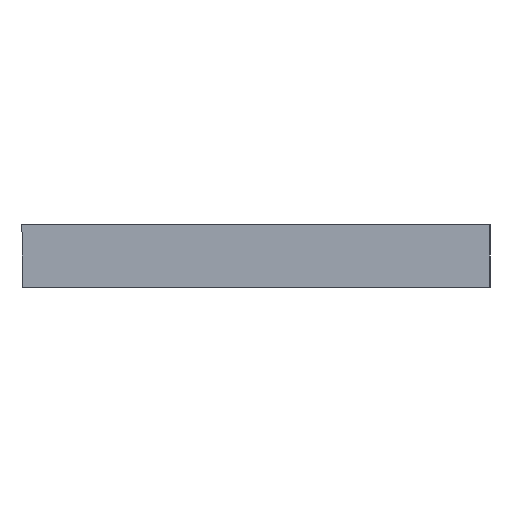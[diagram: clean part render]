
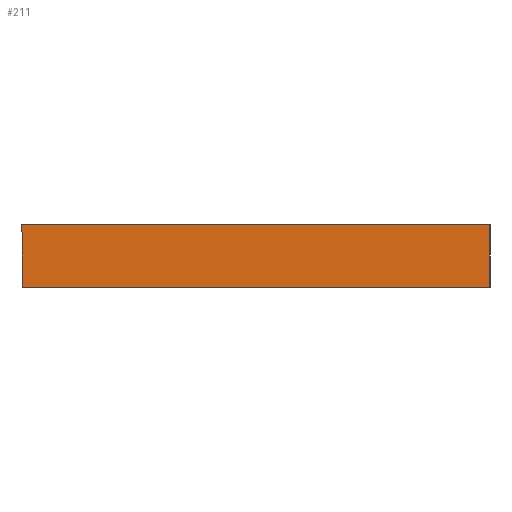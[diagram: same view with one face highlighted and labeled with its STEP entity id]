
A CAD part, left-side view. The second image highlights one B-rep face of the part: STEP entity #211.
In plain terms, the highlighted planar face has unit normal (-1, 0, 0).
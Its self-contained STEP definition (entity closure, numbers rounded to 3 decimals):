
#6 = EDGE_CURVE ( 'NONE', #320, #263, #45, .T. ) ;
#11 = LINE ( 'NONE', #420, #247 ) ;
#17 = CARTESIAN_POINT ( 'NONE',  ( 0., 0., -4. ) ) ;
#34 = VERTEX_POINT ( 'NONE', #380 ) ;
#45 = LINE ( 'NONE', #17, #552 ) ;
#56 = ORIENTED_EDGE ( 'NONE', *, *, #443, .F. ) ;
#70 = VERTEX_POINT ( 'NONE', #519 ) ;
#113 = VECTOR ( 'NONE', #135, 1000. ) ;
#124 = LINE ( 'NONE', #549, #142 ) ;
#135 = DIRECTION ( 'NONE',  ( 0., 0., -1. ) ) ;
#140 = DIRECTION ( 'NONE',  ( 1., 0., 0. ) ) ;
#142 = VECTOR ( 'NONE', #222, 1000. ) ;
#169 = EDGE_CURVE ( 'NONE', #34, #70, #124, .T. ) ;
#178 = PLANE ( 'NONE',  #586 ) ;
#206 = EDGE_CURVE ( 'NONE', #263, #34, #11, .T. ) ;
#211 = ADVANCED_FACE ( 'NONE', ( #513 ), #178, .F. ) ;
#222 = DIRECTION ( 'NONE',  ( 0., -1., 0. ) ) ;
#247 = VECTOR ( 'NONE', #605, 1000. ) ;
#263 = VERTEX_POINT ( 'NONE', #489 ) ;
#302 = ORIENTED_EDGE ( 'NONE', *, *, #6, .F. ) ;
#305 = ORIENTED_EDGE ( 'NONE', *, *, #206, .F. ) ;
#320 = VERTEX_POINT ( 'NONE', #363 ) ;
#326 = DIRECTION ( 'NONE',  ( 0., 0., -1. ) ) ;
#336 = DIRECTION ( 'NONE',  ( 0., 1., 0. ) ) ;
#337 = EDGE_LOOP ( 'NONE', ( #613, #305, #302, #56 ) ) ;
#348 = CARTESIAN_POINT ( 'NONE',  ( 0., 0., 0. ) ) ;
#363 = CARTESIAN_POINT ( 'NONE',  ( 0., 0., -4. ) ) ;
#380 = CARTESIAN_POINT ( 'NONE',  ( 0., 30., 0. ) ) ;
#420 = CARTESIAN_POINT ( 'NONE',  ( 0., 30., -4. ) ) ;
#443 = EDGE_CURVE ( 'NONE', #70, #320, #642, .T. ) ;
#452 = CARTESIAN_POINT ( 'NONE',  ( 0., 0., 0. ) ) ;
#489 = CARTESIAN_POINT ( 'NONE',  ( 0., 30., -4. ) ) ;
#513 = FACE_OUTER_BOUND ( 'NONE', #337, .T. ) ;
#519 = CARTESIAN_POINT ( 'NONE',  ( 0., 0., 0. ) ) ;
#549 = CARTESIAN_POINT ( 'NONE',  ( 0., 30., 0. ) ) ;
#552 = VECTOR ( 'NONE', #336, 1000. ) ;
#586 = AXIS2_PLACEMENT_3D ( 'NONE', #452, #140, #326 ) ;
#605 = DIRECTION ( 'NONE',  ( 0., 0., 1. ) ) ;
#613 = ORIENTED_EDGE ( 'NONE', *, *, #169, .F. ) ;
#642 = LINE ( 'NONE', #348, #113 ) ;
